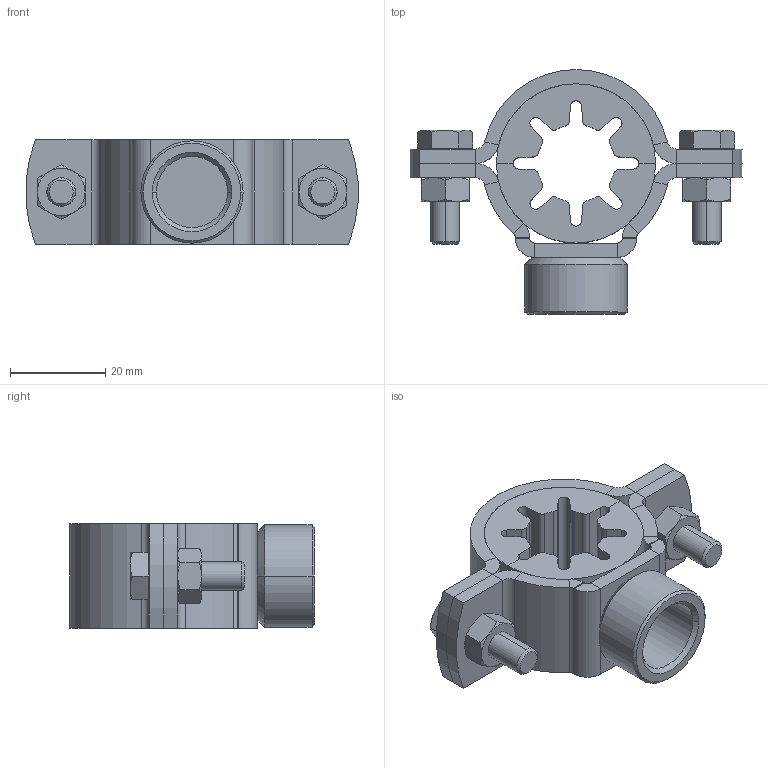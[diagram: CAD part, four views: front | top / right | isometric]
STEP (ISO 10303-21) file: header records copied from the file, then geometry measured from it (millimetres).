
FILE_DESCRIPTION (( 'STEP AP214' ), '1' );
FILE_NAME ('1000013171.STEP', '2024-03-25T13:35:04', ( '' ), ( '' ), 'SwSTEP 2.0', 'SolidWorks 2023', '' );
FILE_SCHEMA (( 'AUTOMOTIVE_DESIGN' ));
Length unit declared in the file: millimetre
Products named in the file (1): 1000013171
Bounding box: 69.83 x 51.5 x 22 mm (x, y, z)
Surface area: 16429 mm2 (no closed solid volume)
Topology: 0 solids, 13 shells, 217 faces, 540 edges, 328 vertices
Faces by surface type: plane 97, cylinder 76, cone 44
Entity records: 6526 total; most frequent: CARTESIAN_POINT 1394, DIRECTION 1128, ORIENTED_EDGE 988, EDGE_CURVE 540, AXIS2_PLACEMENT_3D 430, VERTEX_POINT 328, VECTOR 268, LINE 268
